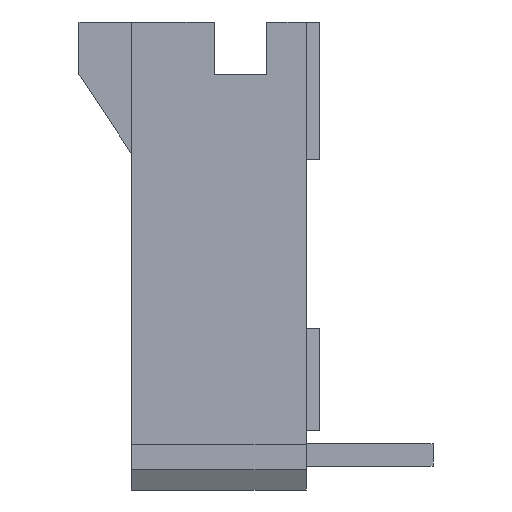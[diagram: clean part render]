
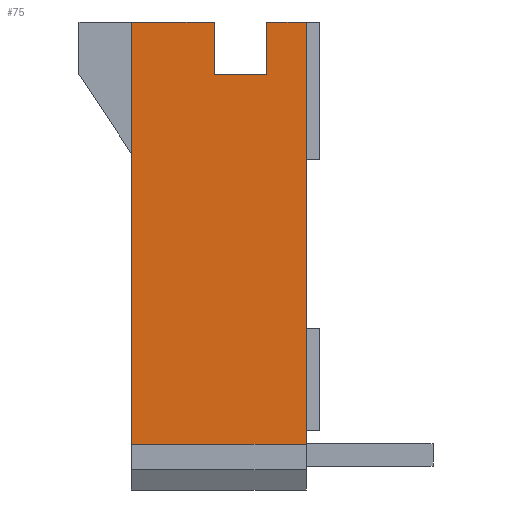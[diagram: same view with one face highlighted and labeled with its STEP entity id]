
A CAD part, left-side view. The second image highlights one B-rep face of the part: STEP entity #75.
In plain terms, the highlighted planar face has unit normal (-1, 0, 0).
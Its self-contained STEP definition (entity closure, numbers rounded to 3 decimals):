
#75=ADVANCED_FACE('',(#200),#201,.F.);
#200=FACE_OUTER_BOUND('',#454,.T.);
#201=PLANE('',#455);
#454=EDGE_LOOP('',(#708,#709,#710,#711,#712,#713,#714,#715));
#455=AXIS2_PLACEMENT_3D('',#716,#717,#718);
#708=ORIENTED_EDGE('',*,*,#1754,.F.);
#709=ORIENTED_EDGE('',*,*,#1755,.F.);
#710=ORIENTED_EDGE('',*,*,#1756,.T.);
#711=ORIENTED_EDGE('',*,*,#1757,.T.);
#712=ORIENTED_EDGE('',*,*,#1758,.T.);
#713=ORIENTED_EDGE('',*,*,#1759,.F.);
#714=ORIENTED_EDGE('',*,*,#1760,.T.);
#715=ORIENTED_EDGE('',*,*,#1761,.F.);
#716=CARTESIAN_POINT('',(-5.017,0.0,0.0));
#717=DIRECTION('',(1.0,0.0,0.0));
#718=DIRECTION('',(0.0,1.0,0.0));
#1754=EDGE_CURVE('',#2091,#2092,#2093,.T.);
#1755=EDGE_CURVE('',#2094,#2091,#2095,.T.);
#1756=EDGE_CURVE('',#2094,#2096,#2097,.T.);
#1757=EDGE_CURVE('',#2096,#2098,#2099,.T.);
#1758=EDGE_CURVE('',#2098,#2100,#2101,.T.);
#1759=EDGE_CURVE('',#2102,#2100,#2103,.T.);
#1760=EDGE_CURVE('',#2102,#2104,#2105,.T.);
#1761=EDGE_CURVE('',#2092,#2104,#2106,.T.);
#2091=VERTEX_POINT('',#2647);
#2092=VERTEX_POINT('',#2648);
#2093=LINE('',#2649,#2650);
#2094=VERTEX_POINT('',#2651);
#2095=LINE('',#2652,#2653);
#2096=VERTEX_POINT('',#2654);
#2097=LINE('',#2655,#2656);
#2098=VERTEX_POINT('',#2657);
#2099=LINE('',#2658,#2659);
#2100=VERTEX_POINT('',#2660);
#2101=LINE('',#2661,#2662);
#2102=VERTEX_POINT('',#2663);
#2103=LINE('',#2664,#2665);
#2104=VERTEX_POINT('',#2666);
#2105=LINE('',#2667,#2668);
#2106=LINE('',#2669,#2670);
#2647=CARTESIAN_POINT('',(-5.017,-2.54,0.0));
#2648=CARTESIAN_POINT('',(-5.017,-2.54,-12.255));
#2649=CARTESIAN_POINT('',(-5.017,-2.54,0.0));
#2650=VECTOR('',#3540,12.255);
#2651=CARTESIAN_POINT('',(-5.017,-1.39,0.0));
#2652=CARTESIAN_POINT('',(-5.017,-1.39,0.0));
#2653=VECTOR('',#3541,1.15);
#2654=CARTESIAN_POINT('',(-5.017,-1.39,-1.52));
#2655=CARTESIAN_POINT('',(-5.017,-1.39,0.0));
#2656=VECTOR('',#3542,1.52);
#2657=CARTESIAN_POINT('',(-5.017,0.13,-1.52));
#2658=CARTESIAN_POINT('',(-5.017,-1.39,-1.52));
#2659=VECTOR('',#3543,1.52);
#2660=CARTESIAN_POINT('',(-5.017,0.13,0.0));
#2661=CARTESIAN_POINT('',(-5.017,0.13,-1.52));
#2662=VECTOR('',#3544,1.52);
#2663=CARTESIAN_POINT('',(-5.017,2.54,0.0));
#2664=CARTESIAN_POINT('',(-5.017,2.54,0.0));
#2665=VECTOR('',#3545,2.41);
#2666=CARTESIAN_POINT('',(-5.017,2.54,-12.255));
#2667=CARTESIAN_POINT('',(-5.017,2.54,0.0));
#2668=VECTOR('',#3546,12.255);
#2669=CARTESIAN_POINT('',(-5.017,-2.54,-12.255));
#2670=VECTOR('',#3547,5.08);
#3540=DIRECTION('',(0.0,0.0,-1.0));
#3541=DIRECTION('',(0.0,-1.0,0.0));
#3542=DIRECTION('',(0.0,0.0,-1.0));
#3543=DIRECTION('',(0.0,1.0,0.0));
#3544=DIRECTION('',(0.0,0.0,1.0));
#3545=DIRECTION('',(0.0,-1.0,0.0));
#3546=DIRECTION('',(0.0,0.0,-1.0));
#3547=DIRECTION('',(0.0,1.0,0.0));
